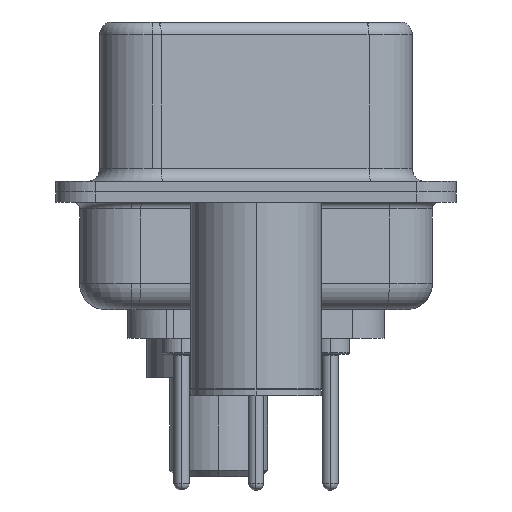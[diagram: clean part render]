
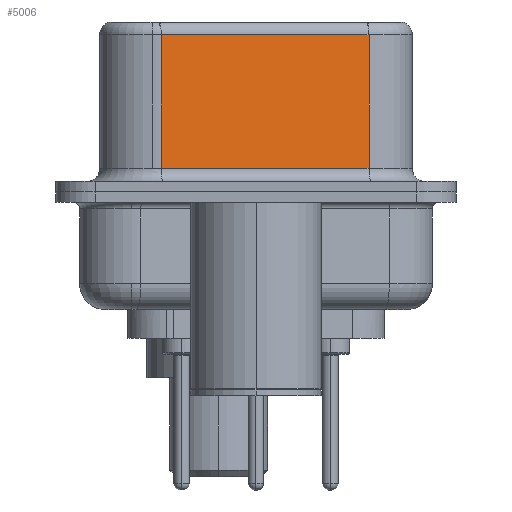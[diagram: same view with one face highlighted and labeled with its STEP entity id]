
A CAD part, left-side view. The second image highlights one B-rep face of the part: STEP entity #5006.
In plain terms, the highlighted planar face has unit normal (-0.985, -0.174, 0).
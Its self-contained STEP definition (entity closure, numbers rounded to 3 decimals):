
#834 = CARTESIAN_POINT ( 'NONE',  ( 5.132, -4.322, 0.9 ) ) ;
#1297 = CARTESIAN_POINT ( 'NONE',  ( 3.73, 3.628, 6.52 ) ) ;
#4064 = LINE ( 'NONE', #834, #17084 ) ;
#5006 = ADVANCED_FACE ( 'NONE', ( #23689 ), #27800, .F. ) ;
#5111 = ORIENTED_EDGE ( 'NONE', *, *, #26031, .T. ) ;
#6092 = ORIENTED_EDGE ( 'NONE', *, *, #26119, .T. ) ;
#8613 = VECTOR ( 'NONE', #17646, 1000. ) ;
#9911 = DIRECTION ( 'NONE',  ( -0.174, 0.985, 0. ) ) ;
#10733 = CARTESIAN_POINT ( 'NONE',  ( 5.132, -4.322, 6.02 ) ) ;
#10817 = VECTOR ( 'NONE', #9911, 1000. ) ;
#10822 = VERTEX_POINT ( 'NONE', #20132 ) ;
#10825 = DIRECTION ( 'NONE',  ( -0.174, 0.985, 0. ) ) ;
#13308 = ORIENTED_EDGE ( 'NONE', *, *, #31281, .F. ) ;
#14467 = AXIS2_PLACEMENT_3D ( 'NONE', #18717, #26948, #10825 ) ;
#15098 = CARTESIAN_POINT ( 'NONE',  ( 5.132, -4.322, 6.52 ) ) ;
#16846 = EDGE_LOOP ( 'NONE', ( #13308, #26693, #6092, #5111 ) ) ;
#17084 = VECTOR ( 'NONE', #21409, 1000. ) ;
#17646 = DIRECTION ( 'NONE',  ( 0., 0., -1. ) ) ;
#18717 = CARTESIAN_POINT ( 'NONE',  ( 5.132, -4.322, 6.52 ) ) ;
#19496 = DIRECTION ( 'NONE',  ( 0., 0., -1. ) ) ;
#20132 = CARTESIAN_POINT ( 'NONE',  ( 3.73, 3.628, 6.02 ) ) ;
#21409 = DIRECTION ( 'NONE',  ( 0.174, -0.985, 0. ) ) ;
#23025 = VECTOR ( 'NONE', #19496, 1000. ) ;
#23405 = EDGE_CURVE ( 'NONE', #32828, #10822, #24418, .T. ) ;
#23689 = FACE_OUTER_BOUND ( 'NONE', #16846, .T. ) ;
#24418 = LINE ( 'NONE', #33105, #10817 ) ;
#25830 = CARTESIAN_POINT ( 'NONE',  ( 3.73, 3.628, 0.9 ) ) ;
#26031 = EDGE_CURVE ( 'NONE', #29084, #33733, #4064, .T. ) ;
#26119 = EDGE_CURVE ( 'NONE', #10822, #29084, #29201, .T. ) ;
#26693 = ORIENTED_EDGE ( 'NONE', *, *, #23405, .T. ) ;
#26948 = DIRECTION ( 'NONE',  ( 0.985, 0.174, 0. ) ) ;
#27800 = PLANE ( 'NONE',  #14467 ) ;
#29084 = VERTEX_POINT ( 'NONE', #25830 ) ;
#29187 = LINE ( 'NONE', #15098, #8613 ) ;
#29201 = LINE ( 'NONE', #1297, #23025 ) ;
#30030 = CARTESIAN_POINT ( 'NONE',  ( 5.132, -4.322, 0.9 ) ) ;
#31281 = EDGE_CURVE ( 'NONE', #32828, #33733, #29187, .T. ) ;
#32828 = VERTEX_POINT ( 'NONE', #10733 ) ;
#33105 = CARTESIAN_POINT ( 'NONE',  ( 5.132, -4.322, 6.02 ) ) ;
#33733 = VERTEX_POINT ( 'NONE', #30030 ) ;
